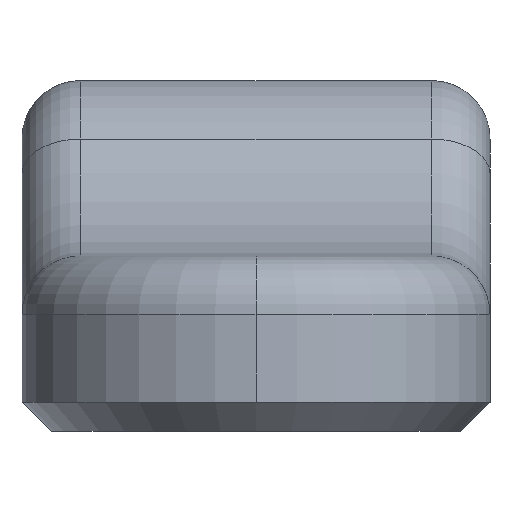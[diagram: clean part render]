
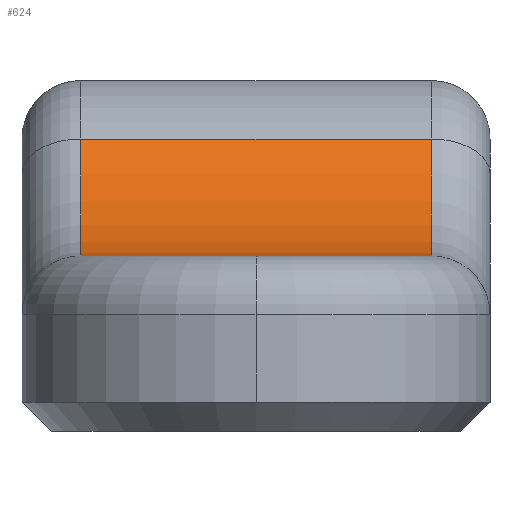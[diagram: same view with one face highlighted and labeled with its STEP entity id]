
A CAD part, left-side view. The second image highlights one B-rep face of the part: STEP entity #624.
In plain terms, the highlighted cylindrical face has radius 5 mm (diameter 10 mm), a partial arc.
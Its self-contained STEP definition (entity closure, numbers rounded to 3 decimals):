
#45 = ORIENTED_EDGE ( 'NONE', *, *, #79, .T. ) ;
#52 = CARTESIAN_POINT ( 'NONE',  ( -4.025, -86.5, 5. ) ) ;
#79 = EDGE_CURVE ( 'NONE', #205, #681, #745, .T. ) ;
#196 = CARTESIAN_POINT ( 'NONE',  ( -8.025, -92.5, 8. ) ) ;
#205 = VERTEX_POINT ( 'NONE', #1153 ) ;
#272 = DIRECTION ( 'NONE',  ( 0., 1., 0. ) ) ;
#417 = VERTEX_POINT ( 'NONE', #858 ) ;
#426 = CARTESIAN_POINT ( 'NONE',  ( -8.025, -85.5, 3. ) ) ;
#469 = VECTOR ( 'NONE', #1167, 1000. ) ;
#497 = DIRECTION ( 'NONE',  ( 0., 0., 1. ) ) ;
#510 = EDGE_LOOP ( 'NONE', ( #749, #45, #687, #837 ) ) ;
#516 = CARTESIAN_POINT ( 'NONE',  ( -4.025, -89.5, 5. ) ) ;
#537 = LINE ( 'NONE', #426, #926 ) ;
#583 = EDGE_CURVE ( 'NONE', #819, #681, #689, .T. ) ;
#624 = ADVANCED_FACE ( 'NONE', ( #783 ), #1071, .F. ) ;
#630 = AXIS2_PLACEMENT_3D ( 'NONE', #1140, #272, #1050 ) ;
#671 = AXIS2_PLACEMENT_3D ( 'NONE', #896, #928, #1198 ) ;
#681 = VERTEX_POINT ( 'NONE', #835 ) ;
#687 = ORIENTED_EDGE ( 'NONE', *, *, #583, .F. ) ;
#689 = LINE ( 'NONE', #516, #469 ) ;
#708 = EDGE_CURVE ( 'NONE', #205, #417, #537, .T. ) ;
#745 = CIRCLE ( 'NONE', #1104, 5. ) ;
#749 = ORIENTED_EDGE ( 'NONE', *, *, #708, .F. ) ;
#783 = FACE_OUTER_BOUND ( 'NONE', #510, .T. ) ;
#819 = VERTEX_POINT ( 'NONE', #52 ) ;
#835 = CARTESIAN_POINT ( 'NONE',  ( -4.025, -92.5, 5. ) ) ;
#837 = ORIENTED_EDGE ( 'NONE', *, *, #916, .T. ) ;
#858 = CARTESIAN_POINT ( 'NONE',  ( -8.025, -86.5, 3. ) ) ;
#896 = CARTESIAN_POINT ( 'NONE',  ( -8.025, -89.5, 8. ) ) ;
#916 = EDGE_CURVE ( 'NONE', #819, #417, #1229, .T. ) ;
#926 = VECTOR ( 'NONE', #1098, 1000. ) ;
#928 = DIRECTION ( 'NONE',  ( 0., 1., 0. ) ) ;
#970 = DIRECTION ( 'NONE',  ( 0., -1., 0. ) ) ;
#1050 = DIRECTION ( 'NONE',  ( 0., 0., -1. ) ) ;
#1071 = CYLINDRICAL_SURFACE ( 'NONE', #671, 5. ) ;
#1098 = DIRECTION ( 'NONE',  ( 0., 1., 0. ) ) ;
#1104 = AXIS2_PLACEMENT_3D ( 'NONE', #196, #970, #497 ) ;
#1140 = CARTESIAN_POINT ( 'NONE',  ( -8.025, -86.5, 8. ) ) ;
#1153 = CARTESIAN_POINT ( 'NONE',  ( -8.025, -92.5, 3. ) ) ;
#1167 = DIRECTION ( 'NONE',  ( 0., -1., 0. ) ) ;
#1198 = DIRECTION ( 'NONE',  ( 0., 0., 1. ) ) ;
#1229 = CIRCLE ( 'NONE', #630, 5. ) ;
